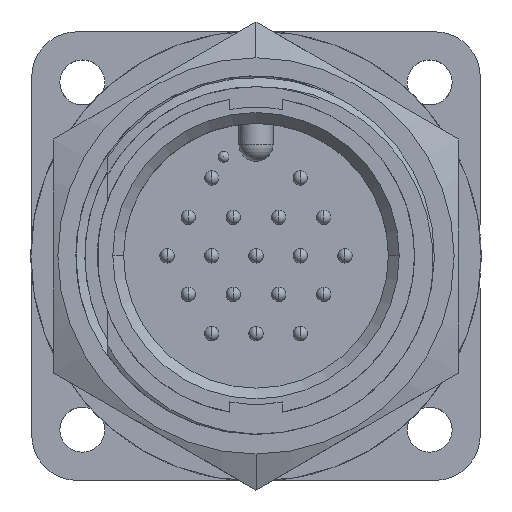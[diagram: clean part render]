
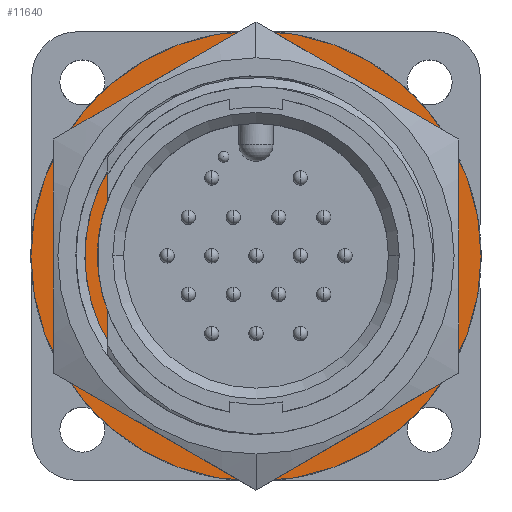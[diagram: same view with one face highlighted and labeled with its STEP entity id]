
A CAD part, top view. The second image highlights one B-rep face of the part: STEP entity #11640.
In plain terms, the highlighted planar face has unit normal (0, 0, 1).
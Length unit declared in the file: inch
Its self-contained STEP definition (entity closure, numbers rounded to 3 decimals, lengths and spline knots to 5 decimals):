
#9 = VERTEX_POINT ( 'NONE', #15202 ) ;
#48 = VERTEX_POINT ( 'NONE', #13538 ) ;
#127 = VERTEX_POINT ( 'NONE', #13607 ) ;
#208 = VERTEX_POINT ( 'NONE', #13672 ) ;
#224 = VERTEX_POINT ( 'NONE', #13681 ) ;
#314 = VERTEX_POINT ( 'NONE', #13752 ) ;
#328 = VERTEX_POINT ( 'NONE', #13761 ) ;
#1647 = CARTESIAN_POINT ( 'NONE',  ( 0.44792, 0.14086, -0.53 ) ) ;
#1648 = CARTESIAN_POINT ( 'NONE',  ( 0.45408, 0.12313, -0.53 ) ) ;
#1649 = CARTESIAN_POINT ( 'NONE',  ( 0.45915, 0.10511, -0.53 ) ) ;
#1650 = CARTESIAN_POINT ( 'NONE',  ( 0.46717, 0.06848, -0.53 ) ) ;
#1651 = CARTESIAN_POINT ( 'NONE',  ( 0.47007, 0.04996, -0.53 ) ) ;
#1652 = CARTESIAN_POINT ( 'NONE',  ( 0.47368, 0.01293, -0.53 ) ) ;
#1653 = CARTESIAN_POINT ( 'NONE',  ( 0.47438, -0.00564, -0.53 ) ) ;
#1654 = CARTESIAN_POINT ( 'NONE',  ( 0.47361, -0.0429, -0.53 ) ) ;
#1655 = CARTESIAN_POINT ( 'NONE',  ( 0.4721, -0.06169, -0.53 ) ) ;
#1656 = CARTESIAN_POINT ( 'NONE',  ( 0.46434, -0.11707, -0.53 ) ) ;
#1657 = CARTESIAN_POINT ( 'NONE',  ( 0.45495, -0.15286, -0.53 ) ) ;
#1658 = CARTESIAN_POINT ( 'NONE',  ( 0.43452, -0.20488, -0.53 ) ) ;
#1659 = CARTESIAN_POINT ( 'NONE',  ( 0.42661, -0.22198, -0.53 ) ) ;
#1660 = CARTESIAN_POINT ( 'NONE',  ( 0.40891, -0.25496, -0.53 ) ) ;
#1661 = CARTESIAN_POINT ( 'NONE',  ( 0.39909, -0.27097, -0.53 ) ) ;
#1662 = CARTESIAN_POINT ( 'NONE',  ( 0.36701, -0.31707, -0.53 ) ) ;
#1663 = CARTESIAN_POINT ( 'NONE',  ( 0.3425, -0.34486, -0.53 ) ) ;
#1664 = CARTESIAN_POINT ( 'NONE',  ( 0.30114, -0.38223, -0.53 ) ) ;
#1665 = CARTESIAN_POINT ( 'NONE',  ( 0.28648, -0.39402, -0.53 ) ) ;
#1666 = CARTESIAN_POINT ( 'NONE',  ( 0.25608, -0.41572, -0.53 ) ) ;
#1667 = CARTESIAN_POINT ( 'NONE',  ( 0.24037, -0.42561, -0.53 ) ) ;
#1668 = CARTESIAN_POINT ( 'NONE',  ( 0.20799, -0.44355, -0.53 ) ) ;
#1669 = CARTESIAN_POINT ( 'NONE',  ( 0.19131, -0.45158, -0.53 ) ) ;
#1670 = CARTESIAN_POINT ( 'NONE',  ( 0.15697, -0.46578, -0.53 ) ) ;
#1671 = CARTESIAN_POINT ( 'NONE',  ( 0.13919, -0.47196, -0.53 ) ) ;
#1672 = CARTESIAN_POINT ( 'NONE',  ( 0.08527, -0.48729, -0.53 ) ) ;
#1673 = CARTESIAN_POINT ( 'NONE',  ( 0.04855, -0.49333, -0.53 ) ) ;
#1674 = CARTESIAN_POINT ( 'NONE',  ( 0.01105, -0.49513, -0.53 ) ) ;
#2078 = CARTESIAN_POINT ( 'NONE',  ( 0., 0., -0.53 ) ) ;
#2079 = DIRECTION ( 'NONE',  ( 0., 0., 1. ) ) ;
#2080 = DIRECTION ( 'NONE',  ( 1., 0., 0. ) ) ;
#2081 = CARTESIAN_POINT ( 'NONE',  ( 0., 0., -0.53 ) ) ;
#2085 = DIRECTION ( 'NONE',  ( 0., 0., -1. ) ) ;
#2086 = DIRECTION ( 'NONE',  ( 1., 0., 0. ) ) ;
#2214 = CARTESIAN_POINT ( 'NONE',  ( -0.41275, 0.25182, -0.53 ) ) ;
#2215 = CARTESIAN_POINT ( 'NONE',  ( -0.4018, 0.26876, -0.53 ) ) ;
#2216 = CARTESIAN_POINT ( 'NONE',  ( -0.38973, 0.28504, -0.53 ) ) ;
#2217 = CARTESIAN_POINT ( 'NONE',  ( -0.36386, 0.31571, -0.53 ) ) ;
#2218 = CARTESIAN_POINT ( 'NONE',  ( -0.35001, 0.33015, -0.53 ) ) ;
#2219 = CARTESIAN_POINT ( 'NONE',  ( -0.32052, 0.35729, -0.53 ) ) ;
#2220 = CARTESIAN_POINT ( 'NONE',  ( -0.30476, 0.37006, -0.53 ) ) ;
#2221 = CARTESIAN_POINT ( 'NONE',  ( -0.27199, 0.39331, -0.53 ) ) ;
#2222 = CARTESIAN_POINT ( 'NONE',  ( -0.23802, 0.4143, -0.53 ) ) ;
#2223 = CARTESIAN_POINT ( 'NONE',  ( -0.20172, 0.4309, -0.53 ) ) ;
#2224 = CARTESIAN_POINT ( 'NONE',  ( -0.16422, 0.44525, -0.53 ) ) ;
#2225 = CARTESIAN_POINT ( 'NONE',  ( -0.14484, 0.45129, -0.53 ) ) ;
#2226 = CARTESIAN_POINT ( 'NONE',  ( -0.08653, 0.46549, -0.53 ) ) ;
#2227 = CARTESIAN_POINT ( 'NONE',  ( -0.0469, 0.47003, -0.53 ) ) ;
#2228 = CARTESIAN_POINT ( 'NONE',  ( -0.00648, 0.46951, -0.53 ) ) ;
#2260 = CARTESIAN_POINT ( 'NONE',  ( 0., 0., -0.53 ) ) ;
#2261 = DIRECTION ( 'NONE',  ( 0., 0., 1. ) ) ;
#2262 = DIRECTION ( 'NONE',  ( 1., 0., 0. ) ) ;
#3031 = LINE ( 'NONE', #3032, #13160 ) ;
#3032 = CARTESIAN_POINT ( 'NONE',  ( -0.41275, 0.2737, -0.53 ) ) ;
#3033 = DIRECTION ( 'NONE',  ( 0., 1., 0. ) ) ;
#5447 = CARTESIAN_POINT ( 'NONE',  ( 0., 0., -0.53 ) ) ;
#5448 = DIRECTION ( 'NONE',  ( 0., 0., 1. ) ) ;
#5449 = DIRECTION ( 'NONE',  ( 1., 0., 0. ) ) ;
#9982 = PLANE ( 'NONE',  #13533 ) ;
#9983 = CARTESIAN_POINT ( 'NONE',  ( 0., 0., -0.53 ) ) ;
#9984 = DIRECTION ( 'NONE',  ( 0., 0., 1. ) ) ;
#9985 = DIRECTION ( 'NONE',  ( 1., 0., 0. ) ) ;
#10835 = EDGE_CURVE ( 'NONE', #127, #48, #12193, .T. ) ;
#10959 = EDGE_CURVE ( 'NONE', #127, #9, #11829, .T. ) ;
#10962 = EDGE_CURVE ( 'NONE', #48, #208, #11830, .T. ) ;
#10999 = EDGE_CURVE ( 'NONE', #224, #9, #12216, .T. ) ;
#11006 = EDGE_CURVE ( 'NONE', #328, #314, #11848, .T. ) ;
#11116 = EDGE_CURVE ( 'NONE', #208, #224, #3031, .T. ) ;
#11366 = EDGE_CURVE ( 'NONE', #314, #328, #11920, .T. ) ;
#11640 = ADVANCED_FACE ( 'NONE', ( #13139, #14488 ), #9982, .T. ) ;
#11829 = CIRCLE ( 'NONE', #15455, 0.46955 ) ;
#11830 = CIRCLE ( 'NONE', #15457, 0.49525 ) ;
#11848 = CIRCLE ( 'NONE', #15490, 0.625 ) ;
#11920 = CIRCLE ( 'NONE', #13440, 0.625 ) ;
#11954 = EDGE_LOOP ( 'NONE', ( #14850, #14851, #14852, #14846, #14853 ) ) ;
#11956 = EDGE_LOOP ( 'NONE', ( #14847, #14849 ) ) ;
#12193 = B_SPLINE_CURVE_WITH_KNOTS ( 'NONE', 3,
 ( #1647, #1648, #1649, #1650, #1651, #1652, #1653, #1654, #1655, #1656, #1657, #1658, #1659, #1660, #1661, #1662, #1663, #1664, #1665, #1666, #1667, #1668, #1669, #1670, #1671, #1672, #1673, #1674 ),
 .UNSPECIFIED., .F., .F.,
 ( 4, 2, 2, 2, 2, 2, 2, 2, 2, 2, 2, 2, 2, 4 ),
 ( 0., 0.00143, 0.00285, 0.00428, 0.00571, 0.00856, 0.00999, 0.01141, 0.01427, 0.0157, 0.01712, 0.01855, 0.01998, 0.02283 ),
 .UNSPECIFIED. ) ;
#12216 = B_SPLINE_CURVE_WITH_KNOTS ( 'NONE', 3,
 ( #2214, #2215, #2216, #2217, #2218, #2219, #2220, #2221, #2222, #2223, #2224, #2225, #2226, #2227, #2228 ),
 .UNSPECIFIED., .F., .F.,
 ( 4, 2, 2, 2, 1, 2, 2, 4 ),
 ( 0.001, 0.00254, 0.00407, 0.00561, 0.00715, 0.00868, 0.01022, 0.01329 ),
 .UNSPECIFIED. ) ;
#13139 = FACE_OUTER_BOUND ( 'NONE', #11956, .T. ) ;
#13160 = VECTOR ( 'NONE', #3033, 39.37008 ) ;
#13440 = AXIS2_PLACEMENT_3D ( 'NONE', #5447, #5448, #5449 ) ;
#13533 = AXIS2_PLACEMENT_3D ( 'NONE', #9983, #9984, #9985 ) ;
#13538 = CARTESIAN_POINT ( 'NONE',  ( 0.01105, -0.49513, -0.53 ) ) ;
#13607 = CARTESIAN_POINT ( 'NONE',  ( 0.44792, 0.14086, -0.53 ) ) ;
#13672 = CARTESIAN_POINT ( 'NONE',  ( -0.41275, -0.2737, -0.53 ) ) ;
#13681 = CARTESIAN_POINT ( 'NONE',  ( -0.41275, 0.25182, -0.53 ) ) ;
#13752 = CARTESIAN_POINT ( 'NONE',  ( -0.625, 0., -0.53 ) ) ;
#13761 = CARTESIAN_POINT ( 'NONE',  ( 0.625, 0., -0.53 ) ) ;
#14488 = FACE_BOUND ( 'NONE', #11954, .T. ) ;
#14846 = ORIENTED_EDGE ( 'NONE', *, *, #10835, .T. ) ;
#14847 = ORIENTED_EDGE ( 'NONE', *, *, #11366, .T. ) ;
#14849 = ORIENTED_EDGE ( 'NONE', *, *, #11006, .T. ) ;
#14850 = ORIENTED_EDGE ( 'NONE', *, *, #11116, .T. ) ;
#14851 = ORIENTED_EDGE ( 'NONE', *, *, #10999, .T. ) ;
#14852 = ORIENTED_EDGE ( 'NONE', *, *, #10959, .F. ) ;
#14853 = ORIENTED_EDGE ( 'NONE', *, *, #10962, .T. ) ;
#15202 = CARTESIAN_POINT ( 'NONE',  ( -0.00648, 0.46951, -0.53 ) ) ;
#15455 = AXIS2_PLACEMENT_3D ( 'NONE', #2078, #2079, #2080 ) ;
#15457 = AXIS2_PLACEMENT_3D ( 'NONE', #2081, #2085, #2086 ) ;
#15490 = AXIS2_PLACEMENT_3D ( 'NONE', #2260, #2261, #2262 ) ;
